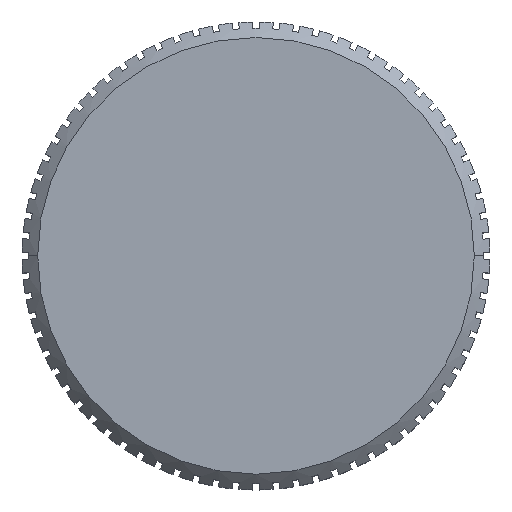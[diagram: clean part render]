
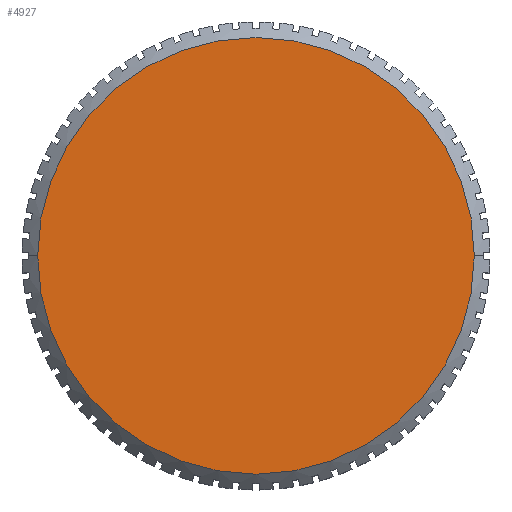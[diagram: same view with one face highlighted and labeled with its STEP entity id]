
A CAD part, top view. The second image highlights one B-rep face of the part: STEP entity #4927.
In plain terms, the highlighted planar face has unit normal (0, 0, 1).
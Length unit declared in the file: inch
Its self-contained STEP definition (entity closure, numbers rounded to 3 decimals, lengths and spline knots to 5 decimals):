
#172 = ORIENTED_EDGE ( 'NONE', *, *, #9849, .T. ) ;
#588 = EDGE_LOOP ( 'NONE', ( #172, #11595 ) ) ;
#722 = AXIS2_PLACEMENT_3D ( 'NONE', #8809, #2672, #4902 ) ;
#2613 = VERTEX_POINT ( 'NONE', #2773 ) ;
#2672 = DIRECTION ( 'NONE',  ( 0., 0., 1. ) ) ;
#2719 = DIRECTION ( 'NONE',  ( 1., 0., 0. ) ) ;
#2773 = CARTESIAN_POINT ( 'NONE',  ( -0.175, 0., 0.125 ) ) ;
#2848 = CARTESIAN_POINT ( 'NONE',  ( 0., 0., 0.125 ) ) ;
#4902 = DIRECTION ( 'NONE',  ( 1., 0., 0. ) ) ;
#4927 = ADVANCED_FACE ( 'NONE', ( #10009 ), #5844, .T. ) ;
#5844 = PLANE ( 'NONE',  #722 ) ;
#6634 = EDGE_CURVE ( 'NONE', #10903, #2613, #11704, .T. ) ;
#6939 = DIRECTION ( 'NONE',  ( 0., 0., 1. ) ) ;
#8809 = CARTESIAN_POINT ( 'NONE',  ( 0., 0., 0.125 ) ) ;
#9541 = CARTESIAN_POINT ( 'NONE',  ( 0.175, 0., 0.125 ) ) ;
#9740 = AXIS2_PLACEMENT_3D ( 'NONE', #11162, #6939, #11029 ) ;
#9849 = EDGE_CURVE ( 'NONE', #2613, #10903, #11662, .T. ) ;
#10009 = FACE_OUTER_BOUND ( 'NONE', #588, .T. ) ;
#10903 = VERTEX_POINT ( 'NONE', #9541 ) ;
#11029 = DIRECTION ( 'NONE',  ( 1., 0., 0. ) ) ;
#11162 = CARTESIAN_POINT ( 'NONE',  ( 0., 0., 0.125 ) ) ;
#11494 = AXIS2_PLACEMENT_3D ( 'NONE', #2848, #12941, #2719 ) ;
#11595 = ORIENTED_EDGE ( 'NONE', *, *, #6634, .T. ) ;
#11662 = CIRCLE ( 'NONE', #9740, 0.175 ) ;
#11704 = CIRCLE ( 'NONE', #11494, 0.175 ) ;
#12941 = DIRECTION ( 'NONE',  ( 0., 0., 1. ) ) ;
